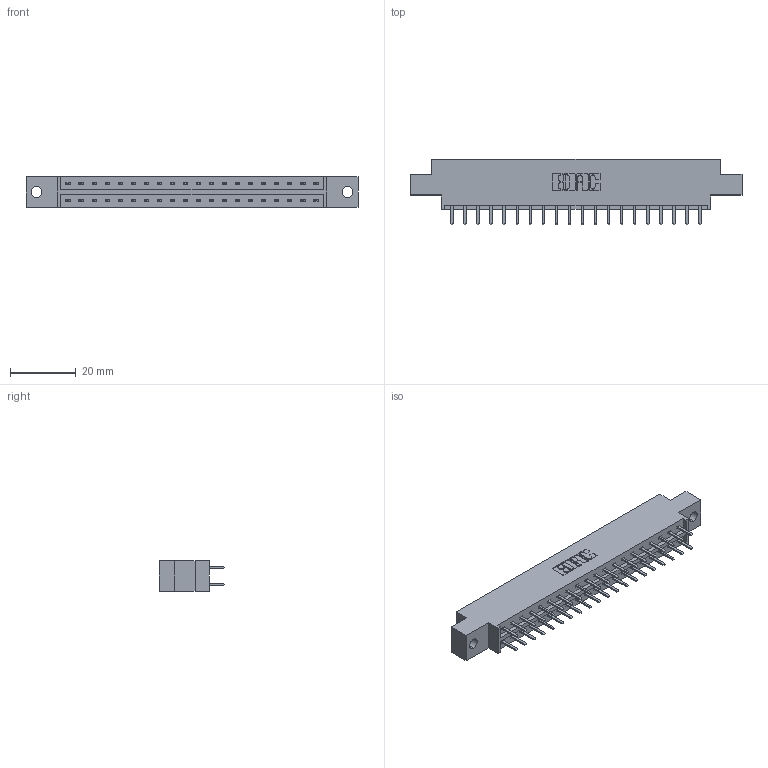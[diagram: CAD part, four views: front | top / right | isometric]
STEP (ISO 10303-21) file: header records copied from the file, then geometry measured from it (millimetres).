
FILE_DESCRIPTION (( 'STEP AP203' ), '1' );
FILE_NAME ('833-040-520-802.STEP', '2020-06-03T15:53:45', ( '' ), ( '' ), 'SwSTEP 2.0', 'SolidWorks 2020', '' );
FILE_SCHEMA (( 'CONFIG_CONTROL_DESIGN' ));
Length unit declared in the file: inch
Products named in the file (3): 345-292-001_345-293-120; 833-040-520-802; 833 Part_Offset - .128 Dia
Assembly tree (41 placements, depth 2):
  833-040-520-802
    833 Part_Offset - .128 Dia
    345-292-001_345-293-120  x40
Bounding box: 100.79 x 20.02 x 9.4 mm (x, y, z)
Volume: 9802 mm3; surface area: 11252.9 mm2
Topology: 41 solids, 41 shells, 2358 faces, 6843 edges, 4454 vertices
Faces by surface type: plane 1594, cylinder 764
Entity records: 15961 total; most frequent: CARTESIAN_POINT 2686, ORIENTED_EDGE 2610, DIRECTION 2321, EDGE_CURVE 1305, LINE 1173, VECTOR 1173, VERTEX_POINT 866, AXIS2_PLACEMENT_3D 574
